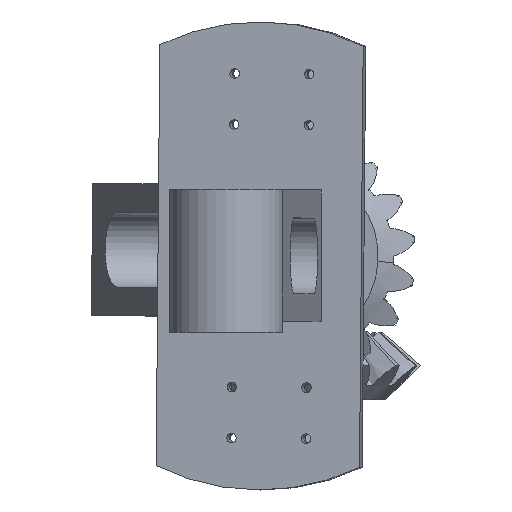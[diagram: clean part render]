
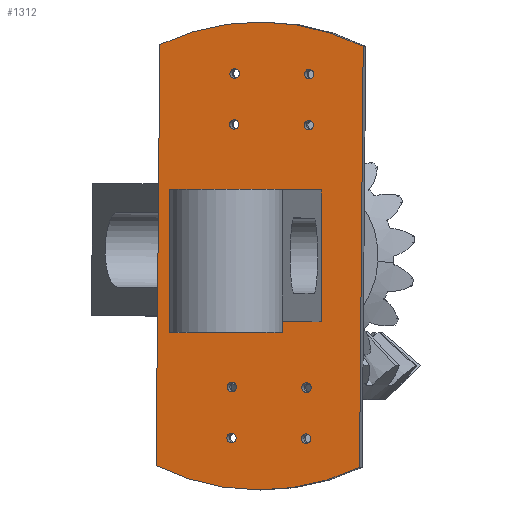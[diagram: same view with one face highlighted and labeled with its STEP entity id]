
A CAD part, top view. The second image highlights one B-rep face of the part: STEP entity #1312.
In plain terms, the highlighted face is planar.
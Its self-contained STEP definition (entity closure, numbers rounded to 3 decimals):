
#773=CARTESIAN_POINT('',(16.15,10.,-24.15));
#774=DIRECTION('',(0.,1.,0.));
#775=DIRECTION('',(0.,0.,-1.));
#776=AXIS2_PLACEMENT_3D('',#773,#774,#775);
#778=CARTESIAN_POINT('',(16.15,10.,-24.15));
#779=DIRECTION('',(0.,1.,0.));
#780=DIRECTION('',(0.,0.,1.));
#781=AXIS2_PLACEMENT_3D('',#778,#779,#780);
#783=CARTESIAN_POINT('',(-16.15,10.,-24.15));
#784=DIRECTION('',(0.,1.,0.));
#785=DIRECTION('',(0.,0.,-1.));
#786=AXIS2_PLACEMENT_3D('',#783,#784,#785);
#788=CARTESIAN_POINT('',(-16.15,10.,-24.15));
#789=DIRECTION('',(0.,1.,0.));
#790=DIRECTION('',(0.,0.,1.));
#791=AXIS2_PLACEMENT_3D('',#788,#789,#790);
#793=DIRECTION('',(0.009,0.,1.));
#794=VECTOR('',#793,21.213);
#795=CARTESIAN_POINT('',(-10.699,10.,-10.514));
#796=LINE('',#795,#794);
#797=CARTESIAN_POINT('',(-46.26,10.,-9.425));
#798=DIRECTION('',(0.,-1.,0.));
#799=DIRECTION('',(1.,0.,0.));
#800=AXIS2_PLACEMENT_3D('',#797,#798,#799);
#802=CARTESIAN_POINT('',(-46.26,10.,-9.425));
#803=DIRECTION('',(0.,-1.,0.));
#804=DIRECTION('',(-1.,0.,0.));
#805=AXIS2_PLACEMENT_3D('',#802,#803,#804);
#807=CARTESIAN_POINT('',(-46.26,10.,16.975));
#808=DIRECTION('',(0.,-1.,0.));
#809=DIRECTION('',(1.,0.,0.));
#810=AXIS2_PLACEMENT_3D('',#807,#808,#809);
#812=CARTESIAN_POINT('',(-46.26,10.,16.975));
#813=DIRECTION('',(0.,-1.,0.));
#814=DIRECTION('',(-1.,0.,0.));
#815=AXIS2_PLACEMENT_3D('',#812,#813,#814);
#817=CARTESIAN_POINT('',(-64.265,10.,-9.425));
#818=DIRECTION('',(0.,-1.,0.));
#819=DIRECTION('',(1.,0.,0.));
#820=AXIS2_PLACEMENT_3D('',#817,#818,#819);
#822=CARTESIAN_POINT('',(-64.265,10.,-9.425));
#823=DIRECTION('',(0.,-1.,0.));
#824=DIRECTION('',(-1.,0.,0.));
#825=AXIS2_PLACEMENT_3D('',#822,#823,#824);
#827=CARTESIAN_POINT('',(-64.265,10.,16.975));
#828=DIRECTION('',(0.,-1.,0.));
#829=DIRECTION('',(1.,0.,0.));
#830=AXIS2_PLACEMENT_3D('',#827,#828,#829);
#832=CARTESIAN_POINT('',(-64.265,10.,16.975));
#833=DIRECTION('',(0.,-1.,0.));
#834=DIRECTION('',(-1.,0.,0.));
#835=AXIS2_PLACEMENT_3D('',#832,#833,#834);
#837=CARTESIAN_POINT('',(46.265,10.,16.975));
#838=DIRECTION('',(0.,-1.,0.));
#839=DIRECTION('',(1.,0.,0.));
#840=AXIS2_PLACEMENT_3D('',#837,#838,#839);
#842=CARTESIAN_POINT('',(46.265,10.,16.975));
#843=DIRECTION('',(0.,-1.,0.));
#844=DIRECTION('',(-1.,0.,0.));
#845=AXIS2_PLACEMENT_3D('',#842,#843,#844);
#847=CARTESIAN_POINT('',(46.265,10.,-9.425));
#848=DIRECTION('',(0.,-1.,0.));
#849=DIRECTION('',(1.,0.,0.));
#850=AXIS2_PLACEMENT_3D('',#847,#848,#849);
#852=CARTESIAN_POINT('',(46.265,10.,-9.425));
#853=DIRECTION('',(0.,-1.,0.));
#854=DIRECTION('',(-1.,0.,0.));
#855=AXIS2_PLACEMENT_3D('',#852,#853,#854);
#857=CARTESIAN_POINT('',(64.275,10.,16.975));
#858=DIRECTION('',(0.,-1.,0.));
#859=DIRECTION('',(1.,0.,0.));
#860=AXIS2_PLACEMENT_3D('',#857,#858,#859);
#862=CARTESIAN_POINT('',(64.275,10.,16.975));
#863=DIRECTION('',(0.,-1.,0.));
#864=DIRECTION('',(-1.,0.,0.));
#865=AXIS2_PLACEMENT_3D('',#862,#863,#864);
#867=CARTESIAN_POINT('',(64.27,10.,-9.425));
#868=DIRECTION('',(0.,-1.,0.));
#869=DIRECTION('',(1.,0.,0.));
#870=AXIS2_PLACEMENT_3D('',#867,#868,#869);
#872=CARTESIAN_POINT('',(64.27,10.,-9.425));
#873=DIRECTION('',(0.,-1.,0.));
#874=DIRECTION('',(-1.,0.,0.));
#875=AXIS2_PLACEMENT_3D('',#872,#873,#874);
#885=CARTESIAN_POINT('',(0.,10.,0.));
#886=DIRECTION('',(0.,-1.,0.));
#887=DIRECTION('',(-0.713,0.,-0.701));
#888=AXIS2_PLACEMENT_3D('',#885,#886,#887);
#971=DIRECTION('',(-1.,0.,0.));
#972=VECTOR('',#971,148.462);
#973=CARTESIAN_POINT('',(74.231,10.,-36.));
#974=LINE('',#973,#972);
#975=CARTESIAN_POINT('',(0.,10.,0.));
#976=DIRECTION('',(0.,1.,0.));
#977=DIRECTION('',(-0.9,0.,-0.436));
#978=AXIS2_PLACEMENT_3D('',#975,#976,#977);
#1002=CARTESIAN_POINT('',(0.,10.,0.));
#1003=DIRECTION('',(0.,1.,0.));
#1004=DIRECTION('',(0.9,0.,0.436));
#1005=AXIS2_PLACEMENT_3D('',#1002,#1003,#1004);
#1015=DIRECTION('',(1.,0.,0.));
#1016=VECTOR('',#1015,148.462);
#1017=CARTESIAN_POINT('',(-74.231,10.,36.));
#1018=LINE('',#1017,#1016);
#1027=CARTESIAN_POINT('',(16.15,10.,-25.815));
#1028=CARTESIAN_POINT('',(16.15,10.,-22.485));
#1029=VERTEX_POINT('',#1027);
#1030=VERTEX_POINT('',#1028);
#1031=CARTESIAN_POINT('',(-16.15,10.,-25.815));
#1032=CARTESIAN_POINT('',(-16.15,10.,-22.485));
#1033=VERTEX_POINT('',#1031);
#1034=VERTEX_POINT('',#1032);
#1039=CARTESIAN_POINT('',(-10.699,10.,-10.514));
#1040=CARTESIAN_POINT('',(-10.514,10.,10.699));
#1041=VERTEX_POINT('',#1039);
#1042=VERTEX_POINT('',#1040);
#1047=CARTESIAN_POINT('',(-44.595,10.,-9.425));
#1048=CARTESIAN_POINT('',(-47.925,10.,-9.425));
#1049=VERTEX_POINT('',#1047);
#1050=VERTEX_POINT('',#1048);
#1063=CARTESIAN_POINT('',(-44.595,10.,16.975));
#1064=CARTESIAN_POINT('',(-47.925,10.,16.975));
#1065=VERTEX_POINT('',#1063);
#1066=VERTEX_POINT('',#1064);
#1067=CARTESIAN_POINT('',(-62.6,10.,-9.425));
#1068=CARTESIAN_POINT('',(-65.93,10.,-9.425));
#1069=VERTEX_POINT('',#1067);
#1070=VERTEX_POINT('',#1068);
#1071=CARTESIAN_POINT('',(-62.6,10.,16.975));
#1072=CARTESIAN_POINT('',(-65.93,10.,16.975));
#1073=VERTEX_POINT('',#1071);
#1074=VERTEX_POINT('',#1072);
#1091=CARTESIAN_POINT('',(47.93,10.,16.975));
#1092=CARTESIAN_POINT('',(44.6,10.,16.975));
#1093=VERTEX_POINT('',#1091);
#1094=VERTEX_POINT('',#1092);
#1095=CARTESIAN_POINT('',(47.93,10.,-9.425));
#1096=CARTESIAN_POINT('',(44.6,10.,-9.425));
#1097=VERTEX_POINT('',#1095);
#1098=VERTEX_POINT('',#1096);
#1099=CARTESIAN_POINT('',(65.94,10.,16.975));
#1100=CARTESIAN_POINT('',(62.61,10.,16.975));
#1101=VERTEX_POINT('',#1099);
#1102=VERTEX_POINT('',#1100);
#1103=CARTESIAN_POINT('',(65.935,10.,-9.425));
#1104=CARTESIAN_POINT('',(62.605,10.,-9.425));
#1105=VERTEX_POINT('',#1103);
#1106=VERTEX_POINT('',#1104);
#1108=CARTESIAN_POINT('',(-74.231,10.,-36.));
#1110=VERTEX_POINT('',#1108);
#1112=CARTESIAN_POINT('',(74.231,10.,-36.));
#1114=VERTEX_POINT('',#1112);
#1116=CARTESIAN_POINT('',(74.231,10.,36.));
#1118=VERTEX_POINT('',#1116);
#1120=CARTESIAN_POINT('',(-74.231,10.,36.));
#1122=VERTEX_POINT('',#1120);
#1233=CARTESIAN_POINT('',(0.,10.,0.));
#1234=DIRECTION('',(0.,1.,0.));
#1235=DIRECTION('',(1.,0.,0.));
#1236=AXIS2_PLACEMENT_3D('',#1233,#1234,#1235);
#1237=PLANE('',#1236);
#1239=ORIENTED_EDGE('',*,*,#1238,.F.);
#1241=ORIENTED_EDGE('',*,*,#1240,.F.);
#1243=ORIENTED_EDGE('',*,*,#1242,.F.);
#1245=ORIENTED_EDGE('',*,*,#1244,.F.);
#1246=EDGE_LOOP('',(#1239,#1241,#1243,#1245));
#1247=FACE_OUTER_BOUND('',#1246,.F.);
#1249=ORIENTED_EDGE('',*,*,#1248,.T.);
#1251=ORIENTED_EDGE('',*,*,#1250,.T.);
#1252=EDGE_LOOP('',(#1249,#1251));
#1253=FACE_BOUND('',#1252,.F.);
#1255=ORIENTED_EDGE('',*,*,#1254,.F.);
#1257=ORIENTED_EDGE('',*,*,#1256,.T.);
#1258=EDGE_LOOP('',(#1255,#1257));
#1259=FACE_BOUND('',#1258,.F.);
#1261=ORIENTED_EDGE('',*,*,#1260,.F.);
#1263=ORIENTED_EDGE('',*,*,#1262,.F.);
#1264=EDGE_LOOP('',(#1261,#1263));
#1265=FACE_BOUND('',#1264,.F.);
#1267=ORIENTED_EDGE('',*,*,#1266,.F.);
#1269=ORIENTED_EDGE('',*,*,#1268,.F.);
#1270=EDGE_LOOP('',(#1267,#1269));
#1271=FACE_BOUND('',#1270,.F.);
#1273=ORIENTED_EDGE('',*,*,#1272,.F.);
#1275=ORIENTED_EDGE('',*,*,#1274,.F.);
#1276=EDGE_LOOP('',(#1273,#1275));
#1277=FACE_BOUND('',#1276,.F.);
#1279=ORIENTED_EDGE('',*,*,#1278,.F.);
#1281=ORIENTED_EDGE('',*,*,#1280,.F.);
#1282=EDGE_LOOP('',(#1279,#1281));
#1283=FACE_BOUND('',#1282,.F.);
#1285=ORIENTED_EDGE('',*,*,#1284,.F.);
#1287=ORIENTED_EDGE('',*,*,#1286,.F.);
#1288=EDGE_LOOP('',(#1285,#1287));
#1289=FACE_BOUND('',#1288,.F.);
#1291=ORIENTED_EDGE('',*,*,#1290,.F.);
#1293=ORIENTED_EDGE('',*,*,#1292,.F.);
#1294=EDGE_LOOP('',(#1291,#1293));
#1295=FACE_BOUND('',#1294,.F.);
#1297=ORIENTED_EDGE('',*,*,#1296,.F.);
#1299=ORIENTED_EDGE('',*,*,#1298,.F.);
#1300=EDGE_LOOP('',(#1297,#1299));
#1301=FACE_BOUND('',#1300,.F.);
#1303=ORIENTED_EDGE('',*,*,#1302,.F.);
#1305=ORIENTED_EDGE('',*,*,#1304,.F.);
#1306=EDGE_LOOP('',(#1303,#1305));
#1307=FACE_BOUND('',#1306,.F.);
#1308=ORIENTED_EDGE('',*,*,#1213,.T.);
#1309=ORIENTED_EDGE('',*,*,#1227,.T.);
#1310=EDGE_LOOP('',(#1308,#1309));
#1311=FACE_BOUND('',#1310,.F.);
#1312=ADVANCED_FACE('',(#1247,#1253,#1259,#1265,#1271,#1277,#1283,#1289,#1295,
#1301,#1307,#1311),#1237,.T.);
#777=CIRCLE('',#776,1.665);
#782=CIRCLE('',#781,1.665);
#787=CIRCLE('',#786,1.665);
#792=CIRCLE('',#791,1.665);
#801=CIRCLE('',#800,1.665);
#806=CIRCLE('',#805,1.665);
#811=CIRCLE('',#810,1.665);
#816=CIRCLE('',#815,1.665);
#821=CIRCLE('',#820,1.665);
#826=CIRCLE('',#825,1.665);
#831=CIRCLE('',#830,1.665);
#836=CIRCLE('',#835,1.665);
#841=CIRCLE('',#840,1.665);
#846=CIRCLE('',#845,1.665);
#851=CIRCLE('',#850,1.665);
#856=CIRCLE('',#855,1.665);
#861=CIRCLE('',#860,1.665);
#866=CIRCLE('',#865,1.665);
#871=CIRCLE('',#870,1.665);
#876=CIRCLE('',#875,1.665);
#889=CIRCLE('',#888,15.);
#979=CIRCLE('',#978,82.5);
#1006=CIRCLE('',#1005,82.5);
#1213=EDGE_CURVE('',#1029,#1030,#777,.T.);
#1227=EDGE_CURVE('',#1030,#1029,#782,.T.);
#1238=EDGE_CURVE('',#1114,#1110,#974,.T.);
#1240=EDGE_CURVE('',#1118,#1114,#1006,.T.);
#1242=EDGE_CURVE('',#1122,#1118,#1018,.T.);
#1244=EDGE_CURVE('',#1110,#1122,#979,.T.);
#1248=EDGE_CURVE('',#1033,#1034,#787,.T.);
#1250=EDGE_CURVE('',#1034,#1033,#792,.T.);
#1254=EDGE_CURVE('',#1041,#1042,#889,.T.);
#1256=EDGE_CURVE('',#1041,#1042,#796,.T.);
#1260=EDGE_CURVE('',#1049,#1050,#801,.T.);
#1262=EDGE_CURVE('',#1050,#1049,#806,.T.);
#1266=EDGE_CURVE('',#1065,#1066,#811,.T.);
#1268=EDGE_CURVE('',#1066,#1065,#816,.T.);
#1272=EDGE_CURVE('',#1069,#1070,#821,.T.);
#1274=EDGE_CURVE('',#1070,#1069,#826,.T.);
#1278=EDGE_CURVE('',#1073,#1074,#831,.T.);
#1280=EDGE_CURVE('',#1074,#1073,#836,.T.);
#1284=EDGE_CURVE('',#1093,#1094,#841,.T.);
#1286=EDGE_CURVE('',#1094,#1093,#846,.T.);
#1290=EDGE_CURVE('',#1097,#1098,#851,.T.);
#1292=EDGE_CURVE('',#1098,#1097,#856,.T.);
#1296=EDGE_CURVE('',#1101,#1102,#861,.T.);
#1298=EDGE_CURVE('',#1102,#1101,#866,.T.);
#1302=EDGE_CURVE('',#1105,#1106,#871,.T.);
#1304=EDGE_CURVE('',#1106,#1105,#876,.T.);
